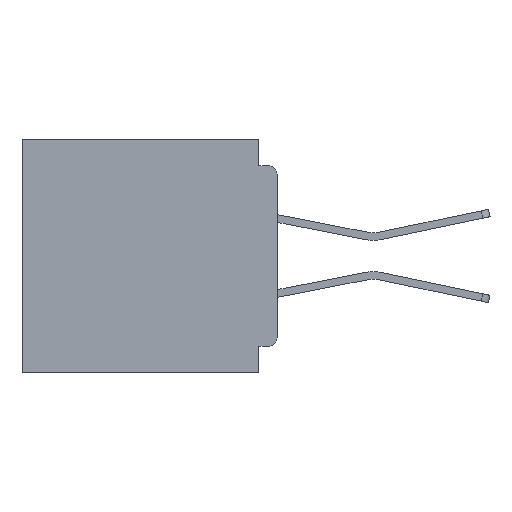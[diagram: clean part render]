
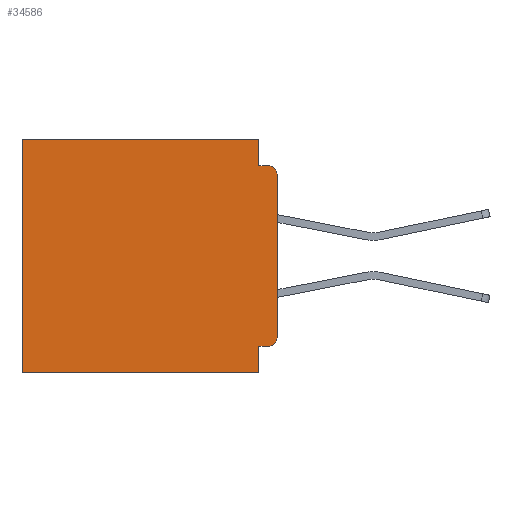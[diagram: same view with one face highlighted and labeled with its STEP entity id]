
A CAD part, left-side view. The second image highlights one B-rep face of the part: STEP entity #34586.
In plain terms, the highlighted planar face has unit normal (-1, 0, 0).
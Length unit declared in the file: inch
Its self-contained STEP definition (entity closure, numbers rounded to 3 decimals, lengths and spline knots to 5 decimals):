
#409 = CARTESIAN_POINT ( 'NONE',  ( 0.3, 0.031, -0.355 ) ) ;
#603 = VERTEX_POINT ( 'NONE', #2046 ) ;
#1163 = VERTEX_POINT ( 'NONE', #38010 ) ;
#1827 = CARTESIAN_POINT ( 'NONE',  ( 0.3, 0., -0.045 ) ) ;
#1871 = CARTESIAN_POINT ( 'NONE',  ( 0.3, 0., -0.4 ) ) ;
#1921 = LINE ( 'NONE', #35327, #16425 ) ;
#2046 = CARTESIAN_POINT ( 'NONE',  ( 0.3, 0., -0.06 ) ) ;
#2919 = CARTESIAN_POINT ( 'NONE',  ( 0.3, 0., -0.4 ) ) ;
#2945 = CARTESIAN_POINT ( 'NONE',  ( 0.3, 0., -0.4 ) ) ;
#3359 = EDGE_CURVE ( 'NONE', #12528, #18016, #30891, .T. ) ;
#4577 = ORIENTED_EDGE ( 'NONE', *, *, #19333, .T. ) ;
#4990 = DIRECTION ( 'NONE',  ( 1., 0., 0. ) ) ;
#5208 = VERTEX_POINT ( 'NONE', #33427 ) ;
#5282 = DIRECTION ( 'NONE',  ( 0., 0., -1. ) ) ;
#6022 = DIRECTION ( 'NONE',  ( 0., 0., -1. ) ) ;
#6259 = LINE ( 'NONE', #2919, #21692 ) ;
#6280 = VERTEX_POINT ( 'NONE', #8997 ) ;
#6293 = VECTOR ( 'NONE', #14278, 39.37008 ) ;
#7351 = DIRECTION ( 'NONE',  ( 0., 1., 0. ) ) ;
#7993 = ORIENTED_EDGE ( 'NONE', *, *, #30985, .F. ) ;
#8425 = CARTESIAN_POINT ( 'NONE',  ( 0.3, 0.031, 0. ) ) ;
#8503 = ORIENTED_EDGE ( 'NONE', *, *, #13711, .F. ) ;
#8997 = CARTESIAN_POINT ( 'NONE',  ( 0.3, 0.437, -0.4 ) ) ;
#9364 = EDGE_CURVE ( 'NONE', #1163, #12528, #11353, .T. ) ;
#9417 = VECTOR ( 'NONE', #29726, 39.37008 ) ;
#9932 = ORIENTED_EDGE ( 'NONE', *, *, #3359, .F. ) ;
#10381 = VECTOR ( 'NONE', #5282, 39.37008 ) ;
#10911 = ORIENTED_EDGE ( 'NONE', *, *, #9364, .F. ) ;
#10939 = CARTESIAN_POINT ( 'NONE',  ( 0.3, 0.015, -0.355 ) ) ;
#11313 = VERTEX_POINT ( 'NONE', #14352 ) ;
#11353 = LINE ( 'NONE', #8425, #10381 ) ;
#11440 = EDGE_CURVE ( 'NONE', #16277, #5208, #38515, .T. ) ;
#12511 = AXIS2_PLACEMENT_3D ( 'NONE', #1871, #4990, #26559 ) ;
#12519 = DIRECTION ( 'NONE',  ( -1., 0., 0. ) ) ;
#12528 = VERTEX_POINT ( 'NONE', #28997 ) ;
#13640 = EDGE_CURVE ( 'NONE', #1163, #39894, #19342, .T. ) ;
#13711 = EDGE_CURVE ( 'NONE', #14982, #16277, #1921, .T. ) ;
#14278 = DIRECTION ( 'NONE',  ( 0., -1., 0. ) ) ;
#14352 = CARTESIAN_POINT ( 'NONE',  ( 0.3, 0., -0.34 ) ) ;
#14906 = CARTESIAN_POINT ( 'NONE',  ( 0.3, 0.015, -0.06 ) ) ;
#14982 = VERTEX_POINT ( 'NONE', #10939 ) ;
#16277 = VERTEX_POINT ( 'NONE', #409 ) ;
#16425 = VECTOR ( 'NONE', #16793, 39.37008 ) ;
#16793 = DIRECTION ( 'NONE',  ( 0., 1., 0. ) ) ;
#17991 = DIRECTION ( 'NONE',  ( 0., 0., -1. ) ) ;
#18016 = VERTEX_POINT ( 'NONE', #21123 ) ;
#19333 = EDGE_CURVE ( 'NONE', #39894, #6280, #25721, .T. ) ;
#19342 = LINE ( 'NONE', #28907, #35682 ) ;
#20281 = LINE ( 'NONE', #2945, #35657 ) ;
#20374 = PLANE ( 'NONE',  #12511 ) ;
#21123 = CARTESIAN_POINT ( 'NONE',  ( 0.3, 0.015, -0.045 ) ) ;
#21692 = VECTOR ( 'NONE', #6022, 39.37008 ) ;
#21724 = CARTESIAN_POINT ( 'NONE',  ( 0.3, 0.031, -0.4 ) ) ;
#21940 = EDGE_CURVE ( 'NONE', #603, #18016, #37533, .T. ) ;
#23701 = AXIS2_PLACEMENT_3D ( 'NONE', #14906, #36406, #17991 ) ;
#24294 = ORIENTED_EDGE ( 'NONE', *, *, #21940, .T. ) ;
#24781 = DIRECTION ( 'NONE',  ( 0., 0., -1. ) ) ;
#24803 = ORIENTED_EDGE ( 'NONE', *, *, #28168, .T. ) ;
#25721 = LINE ( 'NONE', #32783, #9417 ) ;
#26559 = DIRECTION ( 'NONE',  ( 0., 0., -1. ) ) ;
#26732 = AXIS2_PLACEMENT_3D ( 'NONE', #30918, #12519, #33971 ) ;
#27619 = DIRECTION ( 'NONE',  ( 0., 1., 0. ) ) ;
#28142 = CIRCLE ( 'NONE', #26732, 0.015 ) ;
#28168 = EDGE_CURVE ( 'NONE', #14982, #11313, #28142, .T. ) ;
#28907 = CARTESIAN_POINT ( 'NONE',  ( 0.3, 0., 0. ) ) ;
#28997 = CARTESIAN_POINT ( 'NONE',  ( 0.3, 0.031, -0.045 ) ) ;
#29726 = DIRECTION ( 'NONE',  ( 0., 0., -1. ) ) ;
#30162 = ORIENTED_EDGE ( 'NONE', *, *, #34830, .F. ) ;
#30891 = LINE ( 'NONE', #1827, #6293 ) ;
#30918 = CARTESIAN_POINT ( 'NONE',  ( 0.3, 0.015, -0.34 ) ) ;
#30985 = EDGE_CURVE ( 'NONE', #603, #11313, #6259, .T. ) ;
#32783 = CARTESIAN_POINT ( 'NONE',  ( 0.3, 0.437, -0.4 ) ) ;
#33427 = CARTESIAN_POINT ( 'NONE',  ( 0.3, 0.031, -0.4 ) ) ;
#33971 = DIRECTION ( 'NONE',  ( 0., 0., -1. ) ) ;
#34586 = ADVANCED_FACE ( 'NONE', ( #38029 ), #20374, .F. ) ;
#34830 = EDGE_CURVE ( 'NONE', #5208, #6280, #20281, .T. ) ;
#35327 = CARTESIAN_POINT ( 'NONE',  ( 0.3, 0., -0.355 ) ) ;
#35657 = VECTOR ( 'NONE', #27619, 39.37008 ) ;
#35682 = VECTOR ( 'NONE', #7351, 39.37008 ) ;
#36375 = ORIENTED_EDGE ( 'NONE', *, *, #13640, .T. ) ;
#36406 = DIRECTION ( 'NONE',  ( -1., 0., 0. ) ) ;
#37147 = EDGE_LOOP ( 'NONE', ( #7993, #24294, #9932, #10911, #36375, #4577, #30162, #38259, #8503, #24803 ) ) ;
#37533 = CIRCLE ( 'NONE', #23701, 0.015 ) ;
#37560 = VECTOR ( 'NONE', #24781, 39.37008 ) ;
#38010 = CARTESIAN_POINT ( 'NONE',  ( 0.3, 0.031, 0. ) ) ;
#38029 = FACE_OUTER_BOUND ( 'NONE', #37147, .T. ) ;
#38259 = ORIENTED_EDGE ( 'NONE', *, *, #11440, .F. ) ;
#38515 = LINE ( 'NONE', #21724, #37560 ) ;
#39150 = CARTESIAN_POINT ( 'NONE',  ( 0.3, 0.437, 0. ) ) ;
#39894 = VERTEX_POINT ( 'NONE', #39150 ) ;
